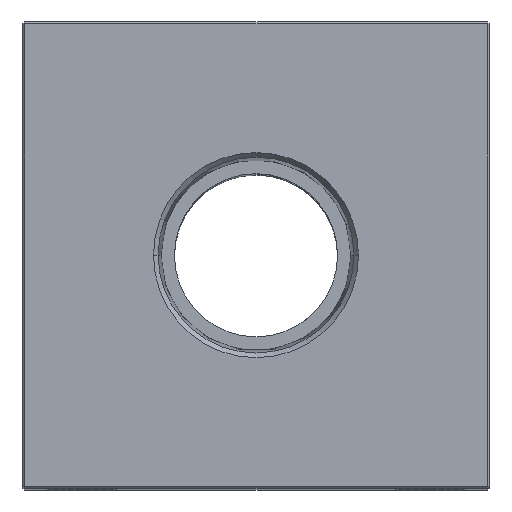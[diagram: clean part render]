
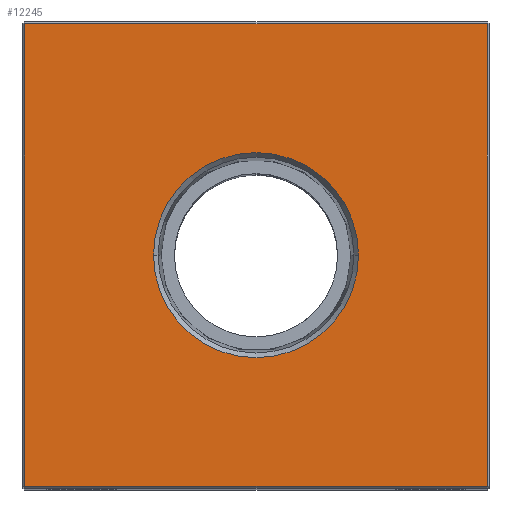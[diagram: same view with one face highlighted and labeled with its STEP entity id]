
A CAD part, top view. The second image highlights one B-rep face of the part: STEP entity #12245.
In plain terms, the highlighted planar face has unit normal (0, 0, 1).
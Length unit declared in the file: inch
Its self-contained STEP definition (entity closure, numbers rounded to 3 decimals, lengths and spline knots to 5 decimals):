
#55 = VERTEX_POINT ( 'NONE', #22020 ) ;
#446 = ORIENTED_EDGE ( 'NONE', *, *, #16193, .T. ) ;
#545 = CARTESIAN_POINT ( 'NONE',  ( 0., 0., 5.5 ) ) ;
#926 = EDGE_CURVE ( 'NONE', #5638, #18078, #14514, .T. ) ;
#1153 = FACE_BOUND ( 'NONE', #2363, .T. ) ;
#1554 = DIRECTION ( 'NONE',  ( 0., 0., 1. ) ) ;
#1641 = VERTEX_POINT ( 'NONE', #3352 ) ;
#1979 = LINE ( 'NONE', #3629, #11852 ) ;
#2363 = EDGE_LOOP ( 'NONE', ( #12791, #16369 ) ) ;
#2641 = DIRECTION ( 'NONE',  ( 0., -1., 0. ) ) ;
#3125 = VECTOR ( 'NONE', #11105, 39.37008 ) ;
#3352 = CARTESIAN_POINT ( 'NONE',  ( 1.24, 1.24, 5.5 ) ) ;
#3629 = CARTESIAN_POINT ( 'NONE',  ( 1.24, 0., 5.5 ) ) ;
#3686 = EDGE_CURVE ( 'NONE', #22657, #15673, #5761, .T. ) ;
#4014 = DIRECTION ( 'NONE',  ( 0., 0., 1. ) ) ;
#4906 = CARTESIAN_POINT ( 'NONE',  ( -1.24, -1.24, 5.5 ) ) ;
#5638 = VERTEX_POINT ( 'NONE', #4906 ) ;
#5702 = EDGE_CURVE ( 'NONE', #18078, #1641, #1979, .T. ) ;
#5761 = CIRCLE ( 'NONE', #20859, 0.5499 ) ;
#6423 = DIRECTION ( 'NONE',  ( 1., 0., 0. ) ) ;
#6486 = LINE ( 'NONE', #12356, #8422 ) ;
#6571 = CARTESIAN_POINT ( 'NONE',  ( -0.5499, 0., 5.5 ) ) ;
#6887 = ORIENTED_EDGE ( 'NONE', *, *, #926, .T. ) ;
#7459 = DIRECTION ( 'NONE',  ( 0., 1., 0. ) ) ;
#7622 = CARTESIAN_POINT ( 'NONE',  ( 1.24, -1.24, 5.5 ) ) ;
#8047 = CIRCLE ( 'NONE', #19059, 0.5499 ) ;
#8422 = VECTOR ( 'NONE', #2641, 39.37008 ) ;
#10849 = FACE_OUTER_BOUND ( 'NONE', #21009, .T. ) ;
#11105 = DIRECTION ( 'NONE',  ( -1., 0., 0. ) ) ;
#11231 = CARTESIAN_POINT ( 'NONE',  ( 0., 1.24, 5.5 ) ) ;
#11852 = VECTOR ( 'NONE', #7459, 39.37008 ) ;
#12245 = ADVANCED_FACE ( 'NONE', ( #10849, #1153 ), #22611, .F. ) ;
#12356 = CARTESIAN_POINT ( 'NONE',  ( -1.24, 0., 5.5 ) ) ;
#12791 = ORIENTED_EDGE ( 'NONE', *, *, #13872, .F. ) ;
#13342 = EDGE_CURVE ( 'NONE', #55, #5638, #6486, .T. ) ;
#13872 = EDGE_CURVE ( 'NONE', #15673, #22657, #8047, .T. ) ;
#14514 = LINE ( 'NONE', #20527, #23654 ) ;
#15673 = VERTEX_POINT ( 'NONE', #15892 ) ;
#15892 = CARTESIAN_POINT ( 'NONE',  ( 0.5499, 0., 5.5 ) ) ;
#16193 = EDGE_CURVE ( 'NONE', #1641, #55, #23111, .T. ) ;
#16369 = ORIENTED_EDGE ( 'NONE', *, *, #3686, .F. ) ;
#17130 = DIRECTION ( 'NONE',  ( 0., 0., -1. ) ) ;
#17143 = DIRECTION ( 'NONE',  ( 1., 0., 0. ) ) ;
#18078 = VERTEX_POINT ( 'NONE', #7622 ) ;
#18679 = ORIENTED_EDGE ( 'NONE', *, *, #13342, .T. ) ;
#18988 = ORIENTED_EDGE ( 'NONE', *, *, #5702, .T. ) ;
#18998 = DIRECTION ( 'NONE',  ( 1., 0., 0. ) ) ;
#19045 = CARTESIAN_POINT ( 'NONE',  ( 0., 0., 5.5 ) ) ;
#19059 = AXIS2_PLACEMENT_3D ( 'NONE', #545, #4014, #6423 ) ;
#20035 = AXIS2_PLACEMENT_3D ( 'NONE', #21079, #17130, #20832 ) ;
#20527 = CARTESIAN_POINT ( 'NONE',  ( 0., -1.24, 5.5 ) ) ;
#20832 = DIRECTION ( 'NONE',  ( -1., 0., 0. ) ) ;
#20859 = AXIS2_PLACEMENT_3D ( 'NONE', #19045, #1554, #17143 ) ;
#21009 = EDGE_LOOP ( 'NONE', ( #18679, #6887, #18988, #446 ) ) ;
#21079 = CARTESIAN_POINT ( 'NONE',  ( 0., 0., 5.5 ) ) ;
#22020 = CARTESIAN_POINT ( 'NONE',  ( -1.24, 1.24, 5.5 ) ) ;
#22611 = PLANE ( 'NONE',  #20035 ) ;
#22657 = VERTEX_POINT ( 'NONE', #6571 ) ;
#23111 = LINE ( 'NONE', #11231, #3125 ) ;
#23654 = VECTOR ( 'NONE', #18998, 39.37008 ) ;
